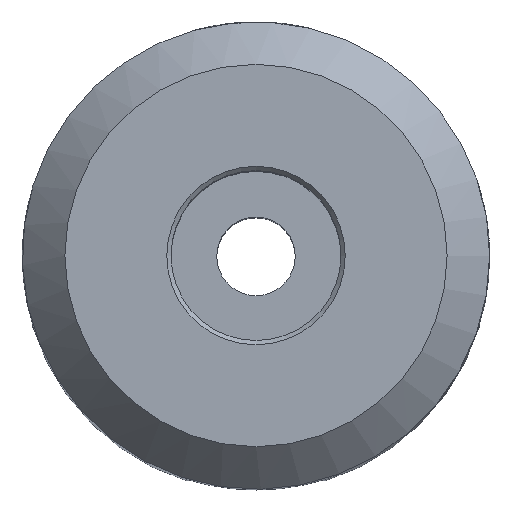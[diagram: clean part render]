
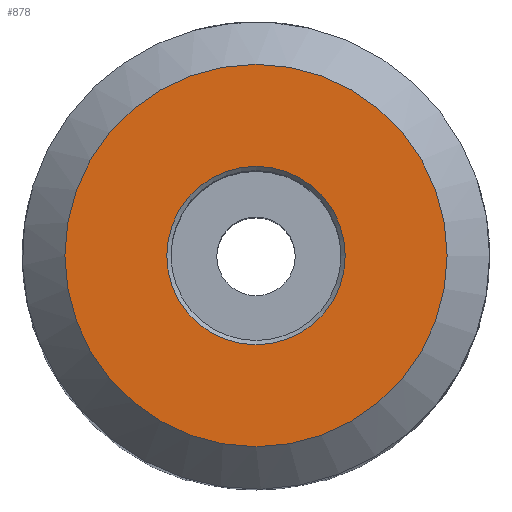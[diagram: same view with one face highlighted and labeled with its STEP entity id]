
A CAD part, top view. The second image highlights one B-rep face of the part: STEP entity #878.
In plain terms, the highlighted planar face has unit normal (0, 0, 1).
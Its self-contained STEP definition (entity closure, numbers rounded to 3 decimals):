
#3 = ORIENTED_EDGE ( 'NONE', *, *, #393, .T. ) ;
#22 = DIRECTION ( 'NONE',  ( 0., 0., -1. ) ) ;
#66 = EDGE_LOOP ( 'NONE', ( #3 ) ) ;
#92 = CARTESIAN_POINT ( 'NONE',  ( 0., 0., 60. ) ) ;
#118 = VERTEX_POINT ( 'NONE', #947 ) ;
#277 = VERTEX_POINT ( 'NONE', #1050 ) ;
#332 = DIRECTION ( 'NONE',  ( 1., 0., 0. ) ) ;
#368 = DIRECTION ( 'NONE',  ( 1., 0., 0. ) ) ;
#393 = EDGE_CURVE ( 'NONE', #277, #277, #549, .T. ) ;
#410 = DIRECTION ( 'NONE',  ( 0., 0., 1. ) ) ;
#463 = EDGE_LOOP ( 'NONE', ( #732 ) ) ;
#476 = EDGE_CURVE ( 'NONE', #118, #118, #690, .T. ) ;
#531 = AXIS2_PLACEMENT_3D ( 'NONE', #1048, #22, #368 ) ;
#549 = CIRCLE ( 'NONE', #531, 4.2 ) ;
#590 = FACE_OUTER_BOUND ( 'NONE', #463, .T. ) ;
#591 = AXIS2_PLACEMENT_3D ( 'NONE', #92, #1014, #332 ) ;
#690 = CIRCLE ( 'NONE', #937, 9. ) ;
#732 = ORIENTED_EDGE ( 'NONE', *, *, #476, .T. ) ;
#745 = DIRECTION ( 'NONE',  ( 1., 0., 0. ) ) ;
#750 = CARTESIAN_POINT ( 'NONE',  ( 0., 0., 60. ) ) ;
#878 = ADVANCED_FACE ( 'NONE', ( #1096, #590 ), #927, .T. ) ;
#927 = PLANE ( 'NONE',  #591 ) ;
#937 = AXIS2_PLACEMENT_3D ( 'NONE', #750, #410, #745 ) ;
#947 = CARTESIAN_POINT ( 'NONE',  ( 9., 0., 60. ) ) ;
#1014 = DIRECTION ( 'NONE',  ( 0., 0., 1. ) ) ;
#1048 = CARTESIAN_POINT ( 'NONE',  ( 0., 0., 60. ) ) ;
#1050 = CARTESIAN_POINT ( 'NONE',  ( 4.2, 0., 60. ) ) ;
#1096 = FACE_BOUND ( 'NONE', #66, .T. ) ;
